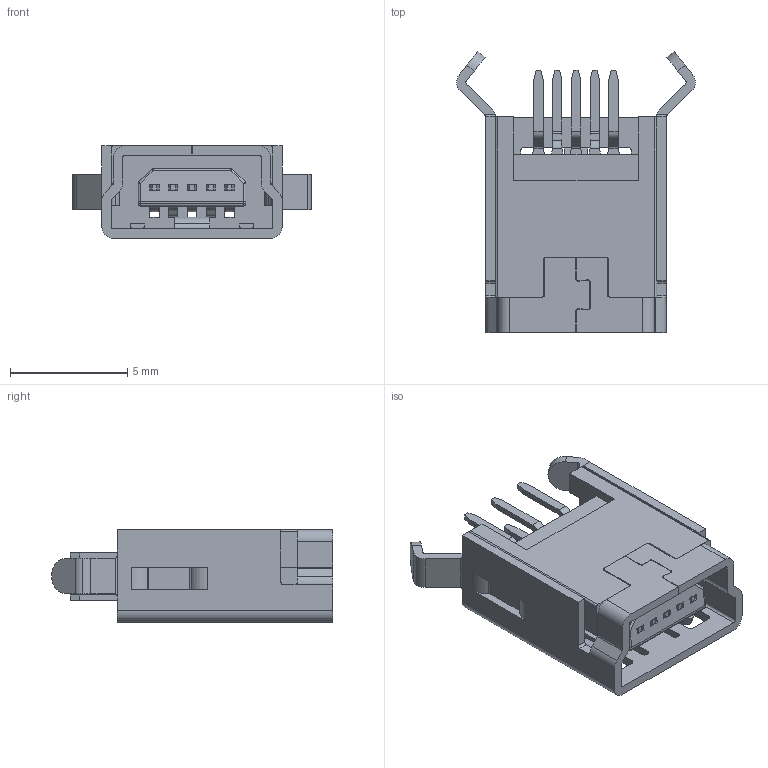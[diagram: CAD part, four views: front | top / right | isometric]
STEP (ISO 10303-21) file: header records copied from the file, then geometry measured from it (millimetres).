
FILE_DESCRIPTION(('STEP AP214'),'1');
FILE_NAME('71071442.stp','2018-08-03T18:11:45',('TraceParts'),('TraceParts S.A.'),'Spatial InterOp 3D',' ',' ');
FILE_SCHEMA(('automotive_design'));
Length unit declared in the file: millimetre
Products named in the file (7): 71071442_1; 71071442_2; 71071442_3; 71071442_4; 71071442_5; 71071442_6; 71071442_7
Bounding box: 10.2 x 12 x 3.96 mm (x, y, z)
Volume: 148.7 mm3; surface area: 762.7 mm2
Topology: 7 solids, 7 shells, 572 faces, 1625 edges, 1050 vertices
Faces by surface type: plane 374, cylinder 192, sphere 6
Entity records: 18776 total; most frequent: CARTESIAN_POINT 3490, ORIENTED_EDGE 3242, DIRECTION 3129, EDGE_CURVE 1621, LINE 1231, VECTOR 1231, VERTEX_POINT 1050, AXIS2_PLACEMENT_3D 949
